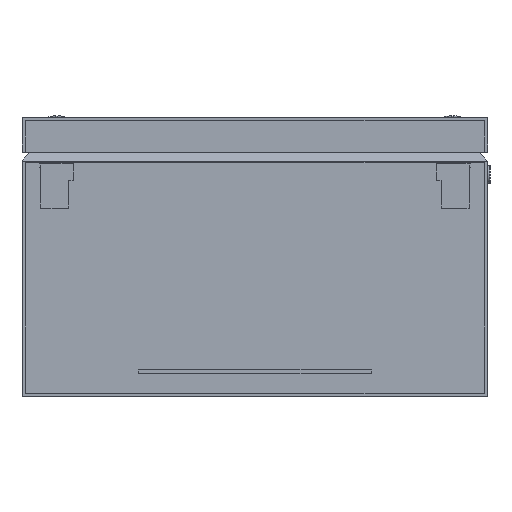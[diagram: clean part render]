
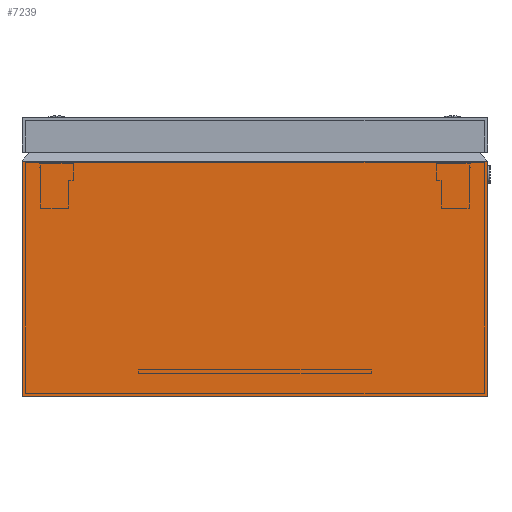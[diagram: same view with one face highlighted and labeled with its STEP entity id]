
A CAD part, left-side view. The second image highlights one B-rep face of the part: STEP entity #7239.
In plain terms, the highlighted planar face has unit normal (-1, 0, 0).
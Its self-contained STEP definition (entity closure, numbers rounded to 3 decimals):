
#880 = CARTESIAN_POINT ( 'NONE',  ( 0., 0., 0. ) ) ;
#916 = VERTEX_POINT ( 'NONE', #11078 ) ;
#1909 = LINE ( 'NONE', #15431, #20441 ) ;
#3060 = CARTESIAN_POINT ( 'NONE',  ( 0., 0., 101.167 ) ) ;
#3068 = DIRECTION ( 'NONE',  ( 0., 1., 0. ) ) ;
#3069 = AXIS2_PLACEMENT_3D ( 'NONE', #7814, #11382, #9714 ) ;
#4378 = CARTESIAN_POINT ( 'NONE',  ( 0., 200., 101.167 ) ) ;
#4557 = VERTEX_POINT ( 'NONE', #12941 ) ;
#4734 = VECTOR ( 'NONE', #3068, 1000. ) ;
#5893 = VERTEX_POINT ( 'NONE', #22246 ) ;
#6592 = LINE ( 'NONE', #10090, #4734 ) ;
#6750 = ORIENTED_EDGE ( 'NONE', *, *, #12102, .F. ) ;
#7030 = EDGE_LOOP ( 'NONE', ( #20219, #14729, #6750, #21485 ) ) ;
#7239 = ADVANCED_FACE ( 'NONE', ( #9484 ), #18161, .T. ) ;
#7814 = CARTESIAN_POINT ( 'NONE',  ( 0., 0., 0. ) ) ;
#9031 = EDGE_CURVE ( 'NONE', #916, #11123, #1909, .T. ) ;
#9283 = EDGE_CURVE ( 'NONE', #4557, #11123, #19968, .T. ) ;
#9484 = FACE_OUTER_BOUND ( 'NONE', #7030, .T. ) ;
#9492 = LINE ( 'NONE', #880, #11922 ) ;
#9714 = DIRECTION ( 'NONE',  ( 0., 0., 1. ) ) ;
#9723 = DIRECTION ( 'NONE',  ( 0., 0., 1. ) ) ;
#10090 = CARTESIAN_POINT ( 'NONE',  ( 0., 0., 0. ) ) ;
#11078 = CARTESIAN_POINT ( 'NONE',  ( 0., 200., 0. ) ) ;
#11123 = VERTEX_POINT ( 'NONE', #4378 ) ;
#11382 = DIRECTION ( 'NONE',  ( -1., 0., 0. ) ) ;
#11466 = VECTOR ( 'NONE', #13197, 1000. ) ;
#11922 = VECTOR ( 'NONE', #9723, 1000. ) ;
#12102 = EDGE_CURVE ( 'NONE', #5893, #916, #6592, .T. ) ;
#12941 = CARTESIAN_POINT ( 'NONE',  ( 0., 0., 101.167 ) ) ;
#13197 = DIRECTION ( 'NONE',  ( 0., 1., 0. ) ) ;
#14729 = ORIENTED_EDGE ( 'NONE', *, *, #9031, .F. ) ;
#15431 = CARTESIAN_POINT ( 'NONE',  ( 0., 200., 0. ) ) ;
#16681 = EDGE_CURVE ( 'NONE', #5893, #4557, #9492, .T. ) ;
#18161 = PLANE ( 'NONE',  #3069 ) ;
#19087 = DIRECTION ( 'NONE',  ( 0., 0., 1. ) ) ;
#19968 = LINE ( 'NONE', #3060, #11466 ) ;
#20219 = ORIENTED_EDGE ( 'NONE', *, *, #9283, .T. ) ;
#20441 = VECTOR ( 'NONE', #19087, 1000. ) ;
#21485 = ORIENTED_EDGE ( 'NONE', *, *, #16681, .T. ) ;
#22246 = CARTESIAN_POINT ( 'NONE',  ( 0., 0., 0. ) ) ;
